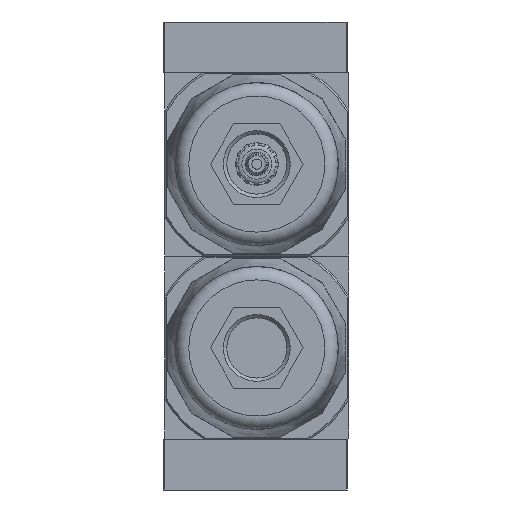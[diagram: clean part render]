
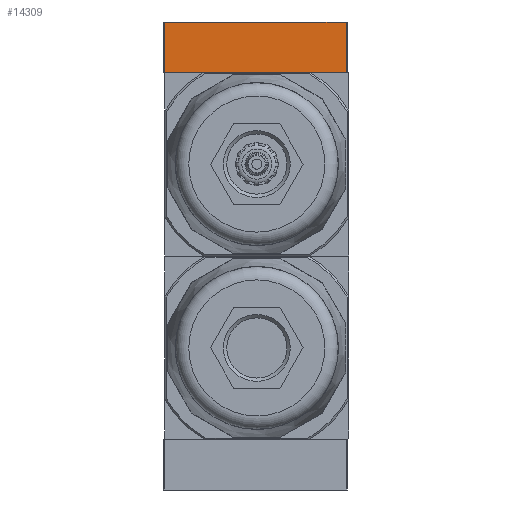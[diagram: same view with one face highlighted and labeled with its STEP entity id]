
A CAD part, front view. The second image highlights one B-rep face of the part: STEP entity #14309.
In plain terms, the highlighted face is planar.
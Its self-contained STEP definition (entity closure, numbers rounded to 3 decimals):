
#982=LINE('',#25683,#1905);
#991=LINE('',#25729,#1914);
#992=LINE('',#25731,#1915);
#993=LINE('',#25733,#1916);
#1905=VECTOR('',#21458,1000.);
#1914=VECTOR('',#21499,1000.);
#1915=VECTOR('',#21502,1000.);
#1916=VECTOR('',#21503,1000.);
#2863=ORIENTED_EDGE('',*,*,#7194,.T.);
#2864=ORIENTED_EDGE('',*,*,#7195,.F.);
#2865=ORIENTED_EDGE('',*,*,#7170,.F.);
#2866=ORIENTED_EDGE('',*,*,#7193,.T.);
#7170=EDGE_CURVE('',#9337,#9338,#982,.T.);
#7193=EDGE_CURVE('',#9337,#9358,#991,.T.);
#7194=EDGE_CURVE('',#9358,#9359,#992,.T.);
#7195=EDGE_CURVE('',#9338,#9359,#993,.T.);
#9337=VERTEX_POINT('',#25682);
#9338=VERTEX_POINT('',#25684);
#9358=VERTEX_POINT('',#25728);
#9359=VERTEX_POINT('',#25732);
#11577=EDGE_LOOP('',(#2863,#2864,#2865,#2866));
#12705=FACE_BOUND('',#11577,.T.);
#13826=PLANE('',#19809);
#14309=ADVANCED_FACE('',(#12705),#13826,.F.);
#19809=AXIS2_PLACEMENT_3D('',#25730,#21500,#21501);
#21458=DIRECTION('',(1.,0.,0.));
#21499=DIRECTION('',(0.,-1.,0.));
#21500=DIRECTION('',(0.,0.,-1.));
#21501=DIRECTION('',(-1.,0.,0.));
#21502=DIRECTION('',(1.,0.,0.));
#21503=DIRECTION('',(0.,-1.,0.));
#25682=CARTESIAN_POINT('',(-27.2,15.,16.));
#25683=CARTESIAN_POINT('',(-27.2,15.,16.));
#25684=CARTESIAN_POINT('',(27.2,15.,16.));
#25728=CARTESIAN_POINT('',(-27.2,0.,16.));
#25729=CARTESIAN_POINT('',(-27.2,15.,16.));
#25730=CARTESIAN_POINT('',(-27.2,15.,16.));
#25731=CARTESIAN_POINT('',(-27.2,0.,16.));
#25732=CARTESIAN_POINT('',(27.2,0.,16.));
#25733=CARTESIAN_POINT('',(27.2,15.,16.));
